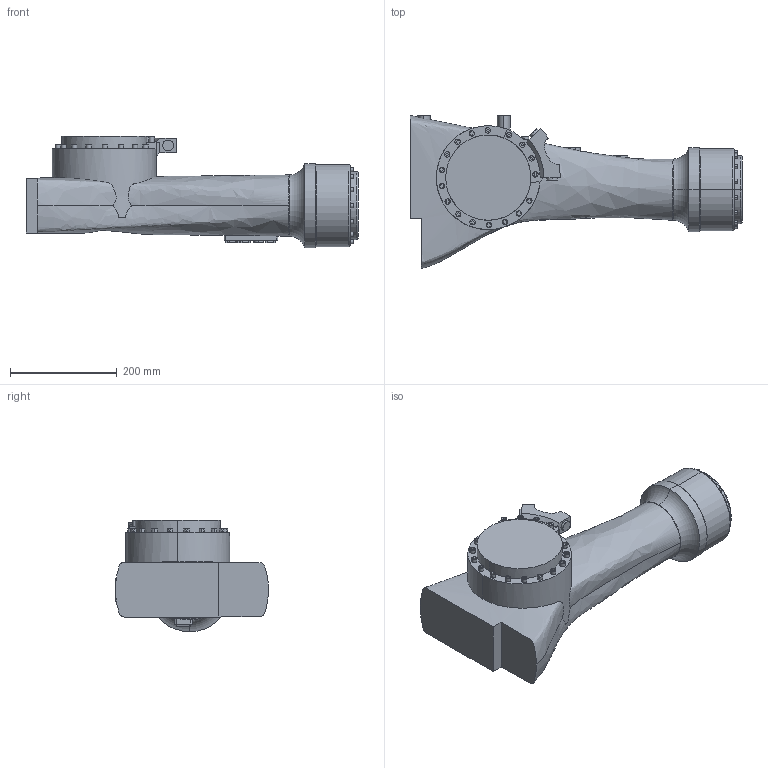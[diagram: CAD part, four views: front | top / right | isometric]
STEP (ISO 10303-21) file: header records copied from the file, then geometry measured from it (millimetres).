
FILE_DESCRIPTION (( 'STEP AP203' ), '1' );
FILE_NAME ('upper arm_Default_sldprt.STEP', '2020-05-15T02:53:14', ( '' ), ( '' ), 'SwSTEP 2.0', 'SolidWorks 2018', '' );
FILE_SCHEMA (( 'CONFIG_CONTROL_DESIGN' ));
Length unit declared in the file: millimetre
Products named in the file (1): upper arm_Default_sldprt
Bounding box: 623.5 x 287.48 x 209 mm (x, y, z)
Volume: 12247343.3 mm3; surface area: 448577.3 mm2
Topology: 3 solids, 3 shells, 480 faces, 1197 edges, 797 vertices
Faces by surface type: plane 337, cylinder 105, bspline 27, torus 8, cone 3
Entity records: 19732 total; most frequent: CARTESIAN_POINT 8246, ORIENTED_EDGE 2394, DIRECTION 2223, EDGE_CURVE 1197, VECTOR 851, LINE 851, VERTEX_POINT 797, AXIS2_PLACEMENT_3D 686
